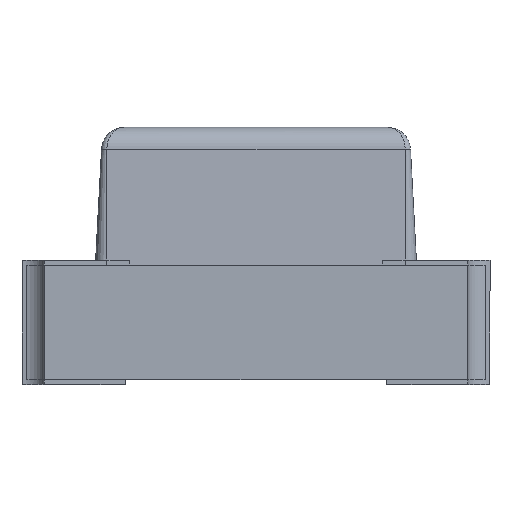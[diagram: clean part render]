
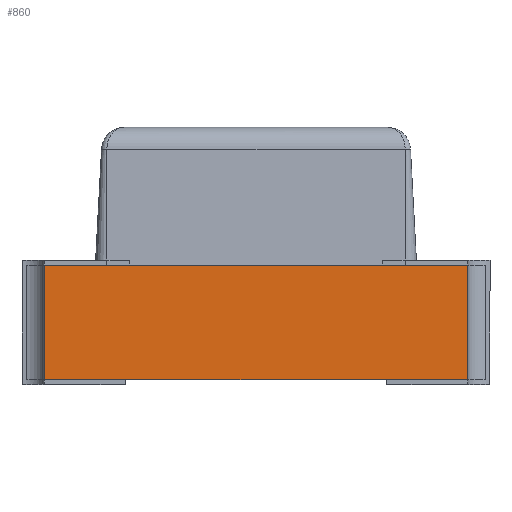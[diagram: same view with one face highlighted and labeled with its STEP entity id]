
A CAD part, top view. The second image highlights one B-rep face of the part: STEP entity #860.
In plain terms, the highlighted planar face has unit normal (0, 0, 1).
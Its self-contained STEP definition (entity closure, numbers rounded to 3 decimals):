
#59 = CARTESIAN_POINT ( 'NONE',  ( -1., -0.54, 0.26 ) ) ;
#62 = DIRECTION ( 'NONE',  ( 0., -1., 0. ) ) ;
#190 = VECTOR ( 'NONE', #62, 1000. ) ;
#192 = LINE ( 'NONE', #2041, #4056 ) ;
#213 = DIRECTION ( 'NONE',  ( 1., 0., 0. ) ) ;
#401 = ORIENTED_EDGE ( 'NONE', *, *, #1019, .F. ) ;
#423 = VECTOR ( 'NONE', #2530, 1000. ) ;
#526 = VERTEX_POINT ( 'NONE', #3475 ) ;
#625 = VERTEX_POINT ( 'NONE', #4705 ) ;
#782 = EDGE_CURVE ( 'NONE', #2742, #625, #7099, .T. ) ;
#844 = ORIENTED_EDGE ( 'NONE', *, *, #782, .T. ) ;
#860 = ADVANCED_FACE ( 'NONE', ( #5493 ), #5376, .F. ) ;
#924 = DIRECTION ( 'NONE',  ( 0., -1., 0. ) ) ;
#951 = VECTOR ( 'NONE', #924, 1000. ) ;
#1018 = DIRECTION ( 'NONE',  ( 0., 0., -1. ) ) ;
#1019 = EDGE_CURVE ( 'NONE', #2007, #526, #1197, .T. ) ;
#1077 = VERTEX_POINT ( 'NONE', #3391 ) ;
#1114 = CARTESIAN_POINT ( 'NONE',  ( -0.456, -0.54, 0.26 ) ) ;
#1197 = LINE ( 'NONE', #1831, #5730 ) ;
#1607 = DIRECTION ( 'NONE',  ( 0., 1., 0. ) ) ;
#1616 = ORIENTED_EDGE ( 'NONE', *, *, #2369, .T. ) ;
#1707 = DIRECTION ( 'NONE',  ( 0., -1., 0. ) ) ;
#1830 = VECTOR ( 'NONE', #5205, 1000. ) ;
#1831 = CARTESIAN_POINT ( 'NONE',  ( -1., -0.04, 0.26 ) ) ;
#1917 = DIRECTION ( 'NONE',  ( -1., 0., 0. ) ) ;
#1974 = CARTESIAN_POINT ( 'NONE',  ( -0.922, -0.04, 0.26 ) ) ;
#2007 = VERTEX_POINT ( 'NONE', #1974 ) ;
#2041 = CARTESIAN_POINT ( 'NONE',  ( 0.922, -0.56, 0.26 ) ) ;
#2048 = VERTEX_POINT ( 'NONE', #3241 ) ;
#2062 = VERTEX_POINT ( 'NONE', #4351 ) ;
#2091 = DIRECTION ( 'NONE',  ( 0., -1., 0. ) ) ;
#2369 = EDGE_CURVE ( 'NONE', #2048, #6891, #3905, .T. ) ;
#2530 = DIRECTION ( 'NONE',  ( 1., 0., 0. ) ) ;
#2682 = ORIENTED_EDGE ( 'NONE', *, *, #4089, .F. ) ;
#2742 = VERTEX_POINT ( 'NONE', #5050 ) ;
#2799 = CARTESIAN_POINT ( 'NONE',  ( -0.922, -0.56, 0.26 ) ) ;
#2842 = EDGE_CURVE ( 'NONE', #2007, #2048, #3116, .T. ) ;
#3028 = LINE ( 'NONE', #3946, #4995 ) ;
#3097 = ORIENTED_EDGE ( 'NONE', *, *, #3436, .F. ) ;
#3116 = LINE ( 'NONE', #2799, #190 ) ;
#3152 = ORIENTED_EDGE ( 'NONE', *, *, #4321, .T. ) ;
#3199 = EDGE_CURVE ( 'NONE', #526, #1077, #192, .T. ) ;
#3241 = CARTESIAN_POINT ( 'NONE',  ( -0.922, -0.54, 0.26 ) ) ;
#3248 = LINE ( 'NONE', #59, #423 ) ;
#3391 = CARTESIAN_POINT ( 'NONE',  ( 0.922, -0.54, 0.26 ) ) ;
#3436 = EDGE_CURVE ( 'NONE', #2062, #6891, #3028, .T. ) ;
#3475 = CARTESIAN_POINT ( 'NONE',  ( 0.922, -0.04, 0.26 ) ) ;
#3905 = LINE ( 'NONE', #5109, #1830 ) ;
#3946 = CARTESIAN_POINT ( 'NONE',  ( -0.456, -0.539, 0.26 ) ) ;
#4056 = VECTOR ( 'NONE', #2091, 1000. ) ;
#4089 = EDGE_CURVE ( 'NONE', #2742, #2062, #4624, .T. ) ;
#4184 = ORIENTED_EDGE ( 'NONE', *, *, #3199, .F. ) ;
#4293 = CARTESIAN_POINT ( 'NONE',  ( -1., -0.04, 0.26 ) ) ;
#4321 = EDGE_CURVE ( 'NONE', #625, #1077, #3248, .T. ) ;
#4351 = CARTESIAN_POINT ( 'NONE',  ( -0.456, -0.539, 0.26 ) ) ;
#4624 = LINE ( 'NONE', #4674, #5054 ) ;
#4659 = ORIENTED_EDGE ( 'NONE', *, *, #2842, .T. ) ;
#4674 = CARTESIAN_POINT ( 'NONE',  ( -0.456, -0.539, 0.26 ) ) ;
#4705 = CARTESIAN_POINT ( 'NONE',  ( -0.275, -0.54, 0.26 ) ) ;
#4995 = VECTOR ( 'NONE', #1707, 1000. ) ;
#5047 = AXIS2_PLACEMENT_3D ( 'NONE', #4293, #1018, #1607 ) ;
#5050 = CARTESIAN_POINT ( 'NONE',  ( -0.275, -0.539, 0.26 ) ) ;
#5054 = VECTOR ( 'NONE', #1917, 1000. ) ;
#5109 = CARTESIAN_POINT ( 'NONE',  ( -1., -0.54, 0.26 ) ) ;
#5205 = DIRECTION ( 'NONE',  ( 1., 0., 0. ) ) ;
#5376 = PLANE ( 'NONE',  #5047 ) ;
#5493 = FACE_OUTER_BOUND ( 'NONE', #7043, .T. ) ;
#5730 = VECTOR ( 'NONE', #213, 1000. ) ;
#5866 = CARTESIAN_POINT ( 'NONE',  ( -0.275, -0.539, 0.26 ) ) ;
#6891 = VERTEX_POINT ( 'NONE', #1114 ) ;
#7043 = EDGE_LOOP ( 'NONE', ( #3152, #4184, #401, #4659, #1616, #3097, #2682, #844 ) ) ;
#7099 = LINE ( 'NONE', #5866, #951 ) ;
